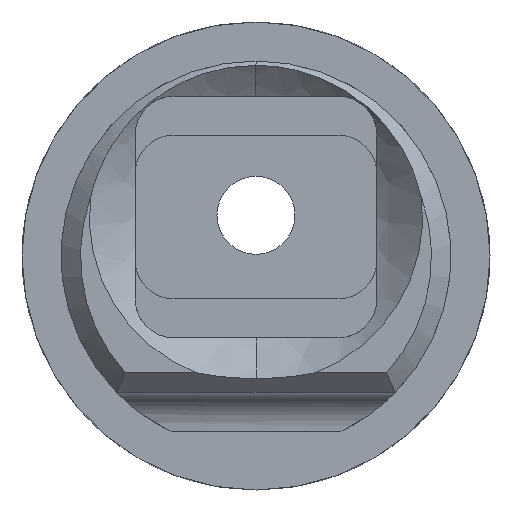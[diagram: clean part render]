
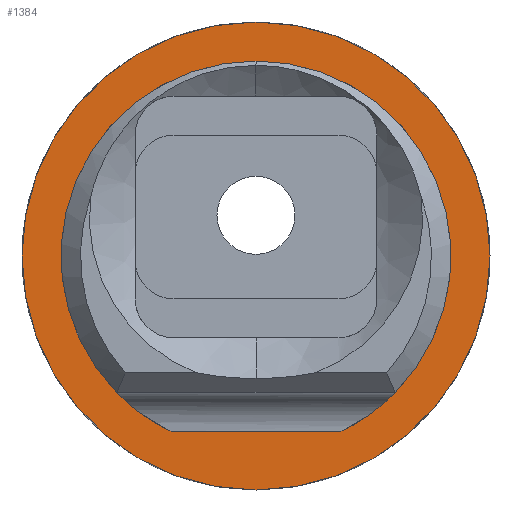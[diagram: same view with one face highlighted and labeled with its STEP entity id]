
A CAD part, front view. The second image highlights one B-rep face of the part: STEP entity #1384.
In plain terms, the highlighted planar face has unit normal (0, -1, 0).
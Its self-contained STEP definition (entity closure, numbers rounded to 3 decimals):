
#23 = DIRECTION ( 'NONE',  ( 0., -1., 0. ) ) ;
#119 = CIRCLE ( 'NONE', #1108, 6. ) ;
#179 = CARTESIAN_POINT ( 'NONE',  ( 0., 0., 0. ) ) ;
#187 = EDGE_LOOP ( 'NONE', ( #1073, #498, #541 ) ) ;
#220 = AXIS2_PLACEMENT_3D ( 'NONE', #470, #1376, #1380 ) ;
#232 = EDGE_CURVE ( 'NONE', #252, #1181, #1086, .T. ) ;
#248 = DIRECTION ( 'NONE',  ( -1., 0., 0. ) ) ;
#252 = VERTEX_POINT ( 'NONE', #813 ) ;
#290 = ORIENTED_EDGE ( 'NONE', *, *, #904, .F. ) ;
#380 = DIRECTION ( 'NONE',  ( 0., 0., -1. ) ) ;
#436 = CIRCLE ( 'NONE', #969, 5. ) ;
#450 = EDGE_CURVE ( 'NONE', #843, #527, #583, .T. ) ;
#470 = CARTESIAN_POINT ( 'NONE',  ( 0., 0., 0. ) ) ;
#489 = VECTOR ( 'NONE', #248, 1000. ) ;
#492 = DIRECTION ( 'NONE',  ( 0., -1., 0. ) ) ;
#497 = CARTESIAN_POINT ( 'NONE',  ( 0., 0., 0. ) ) ;
#498 = ORIENTED_EDGE ( 'NONE', *, *, #530, .T. ) ;
#521 = FACE_BOUND ( 'NONE', #187, .T. ) ;
#527 = VERTEX_POINT ( 'NONE', #1048 ) ;
#530 = EDGE_CURVE ( 'NONE', #1142, #1181, #948, .T. ) ;
#537 = DIRECTION ( 'NONE',  ( 0., 0., 1. ) ) ;
#541 = ORIENTED_EDGE ( 'NONE', *, *, #232, .F. ) ;
#582 = CARTESIAN_POINT ( 'NONE',  ( 2.179, 0., -4.5 ) ) ;
#583 = CIRCLE ( 'NONE', #220, 6. ) ;
#584 = CARTESIAN_POINT ( 'NONE',  ( 0., 0., 0. ) ) ;
#590 = EDGE_CURVE ( 'NONE', #1142, #252, #436, .T. ) ;
#626 = CARTESIAN_POINT ( 'NONE',  ( 0., 0., -6. ) ) ;
#720 = PLANE ( 'NONE',  #736 ) ;
#736 = AXIS2_PLACEMENT_3D ( 'NONE', #497, #1425, #1180 ) ;
#737 = ORIENTED_EDGE ( 'NONE', *, *, #450, .F. ) ;
#780 = CARTESIAN_POINT ( 'NONE',  ( -2.179, 0., -4.5 ) ) ;
#813 = CARTESIAN_POINT ( 'NONE',  ( 0., 0., 5. ) ) ;
#843 = VERTEX_POINT ( 'NONE', #626 ) ;
#904 = EDGE_CURVE ( 'NONE', #527, #843, #119, .T. ) ;
#948 = LINE ( 'NONE', #1397, #489 ) ;
#969 = AXIS2_PLACEMENT_3D ( 'NONE', #1155, #23, #380 ) ;
#976 = FACE_OUTER_BOUND ( 'NONE', #1336, .T. ) ;
#1048 = CARTESIAN_POINT ( 'NONE',  ( 0., 0., 6. ) ) ;
#1073 = ORIENTED_EDGE ( 'NONE', *, *, #590, .F. ) ;
#1086 = CIRCLE ( 'NONE', #1275, 5. ) ;
#1103 = DIRECTION ( 'NONE',  ( 0., 1., 0. ) ) ;
#1108 = AXIS2_PLACEMENT_3D ( 'NONE', #179, #1103, #537 ) ;
#1142 = VERTEX_POINT ( 'NONE', #582 ) ;
#1155 = CARTESIAN_POINT ( 'NONE',  ( 0., 0., 0. ) ) ;
#1180 = DIRECTION ( 'NONE',  ( 0., 0., 1. ) ) ;
#1181 = VERTEX_POINT ( 'NONE', #780 ) ;
#1275 = AXIS2_PLACEMENT_3D ( 'NONE', #584, #492, #1399 ) ;
#1336 = EDGE_LOOP ( 'NONE', ( #737, #290 ) ) ;
#1376 = DIRECTION ( 'NONE',  ( 0., 1., 0. ) ) ;
#1380 = DIRECTION ( 'NONE',  ( 0., 0., 1. ) ) ;
#1384 = ADVANCED_FACE ( 'NONE', ( #521, #976 ), #720, .F. ) ;
#1397 = CARTESIAN_POINT ( 'NONE',  ( -3.571, 0., -4.5 ) ) ;
#1399 = DIRECTION ( 'NONE',  ( 0., 0., -1. ) ) ;
#1425 = DIRECTION ( 'NONE',  ( 0., 1., 0. ) ) ;
